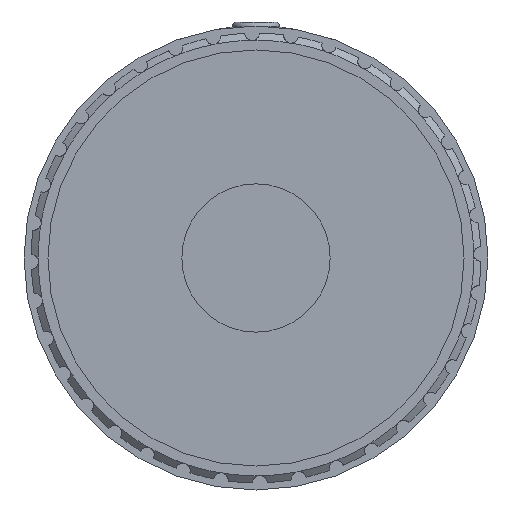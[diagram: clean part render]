
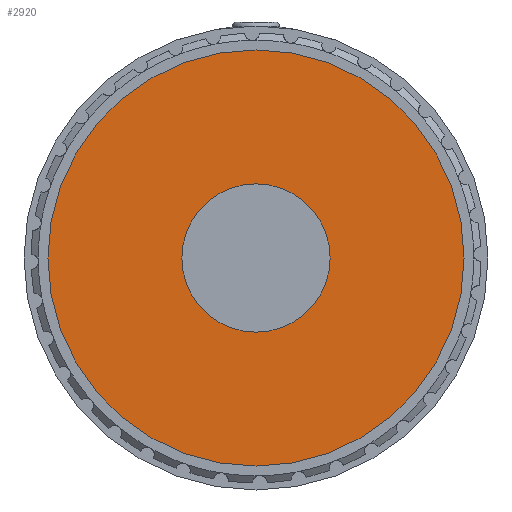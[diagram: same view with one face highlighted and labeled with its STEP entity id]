
A CAD part, front view. The second image highlights one B-rep face of the part: STEP entity #2920.
In plain terms, the highlighted planar face has unit normal (0, -1, 0).
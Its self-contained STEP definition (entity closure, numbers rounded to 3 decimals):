
#373 = CIRCLE ( 'NONE', #3123, 21.75 ) ;
#525 = EDGE_LOOP ( 'NONE', ( #4813, #6832 ) ) ;
#561 = CARTESIAN_POINT ( 'NONE',  ( -7.75, -32.943, 0. ) ) ;
#863 = CARTESIAN_POINT ( 'NONE',  ( 0., -32.943, 0. ) ) ;
#886 = EDGE_CURVE ( 'NONE', #9966, #4756, #5866, .T. ) ;
#1225 = AXIS2_PLACEMENT_3D ( 'NONE', #8151, #7325, #9932 ) ;
#1914 = DIRECTION ( 'NONE',  ( 0., 1., 0. ) ) ;
#2452 = CARTESIAN_POINT ( 'NONE',  ( 21.75, -32.943, 0. ) ) ;
#2920 = ADVANCED_FACE ( 'NONE', ( #6190, #5391 ), #8677, .T. ) ;
#3123 = AXIS2_PLACEMENT_3D ( 'NONE', #9477, #9536, #9581 ) ;
#3448 = EDGE_CURVE ( 'NONE', #5297, #9373, #373, .T. ) ;
#3755 = CARTESIAN_POINT ( 'NONE',  ( -7.75, -32.943, 0. ) ) ;
#3925 = AXIS2_PLACEMENT_3D ( 'NONE', #6005, #1914, #4383 ) ;
#4018 = DIRECTION ( 'NONE',  ( 0., -1., 0. ) ) ;
#4383 = DIRECTION ( 'NONE',  ( -1., 0., 0. ) ) ;
#4423 = AXIS2_PLACEMENT_3D ( 'NONE', #3755, #4018, #4722 ) ;
#4722 = DIRECTION ( 'NONE',  ( 1., 0., 0. ) ) ;
#4756 = VERTEX_POINT ( 'NONE', #7888 ) ;
#4813 = ORIENTED_EDGE ( 'NONE', *, *, #9085, .F. ) ;
#4864 = EDGE_CURVE ( 'NONE', #4756, #9966, #10485, .T. ) ;
#5018 = CARTESIAN_POINT ( 'NONE',  ( -21.75, -32.943, 0. ) ) ;
#5126 = EDGE_LOOP ( 'NONE', ( #9843, #7863 ) ) ;
#5151 = CIRCLE ( 'NONE', #3925, 21.75 ) ;
#5297 = VERTEX_POINT ( 'NONE', #2452 ) ;
#5391 = FACE_OUTER_BOUND ( 'NONE', #525, .T. ) ;
#5866 = CIRCLE ( 'NONE', #1225, 7.75 ) ;
#6005 = CARTESIAN_POINT ( 'NONE',  ( 0., -32.943, 0. ) ) ;
#6190 = FACE_BOUND ( 'NONE', #5126, .T. ) ;
#6461 = DIRECTION ( 'NONE',  ( 0., 1., 0. ) ) ;
#6492 = AXIS2_PLACEMENT_3D ( 'NONE', #863, #6461, #7331 ) ;
#6832 = ORIENTED_EDGE ( 'NONE', *, *, #3448, .F. ) ;
#7325 = DIRECTION ( 'NONE',  ( 0., 1., 0. ) ) ;
#7331 = DIRECTION ( 'NONE',  ( -1., 0., 0. ) ) ;
#7863 = ORIENTED_EDGE ( 'NONE', *, *, #4864, .T. ) ;
#7888 = CARTESIAN_POINT ( 'NONE',  ( 7.75, -32.943, 0. ) ) ;
#8151 = CARTESIAN_POINT ( 'NONE',  ( 0., -32.943, 0. ) ) ;
#8677 = PLANE ( 'NONE',  #4423 ) ;
#9085 = EDGE_CURVE ( 'NONE', #9373, #5297, #5151, .T. ) ;
#9373 = VERTEX_POINT ( 'NONE', #5018 ) ;
#9477 = CARTESIAN_POINT ( 'NONE',  ( 0., -32.943, 0. ) ) ;
#9536 = DIRECTION ( 'NONE',  ( 0., 1., 0. ) ) ;
#9581 = DIRECTION ( 'NONE',  ( -1., 0., 0. ) ) ;
#9843 = ORIENTED_EDGE ( 'NONE', *, *, #886, .T. ) ;
#9932 = DIRECTION ( 'NONE',  ( -1., 0., 0. ) ) ;
#9966 = VERTEX_POINT ( 'NONE', #561 ) ;
#10485 = CIRCLE ( 'NONE', #6492, 7.75 ) ;
